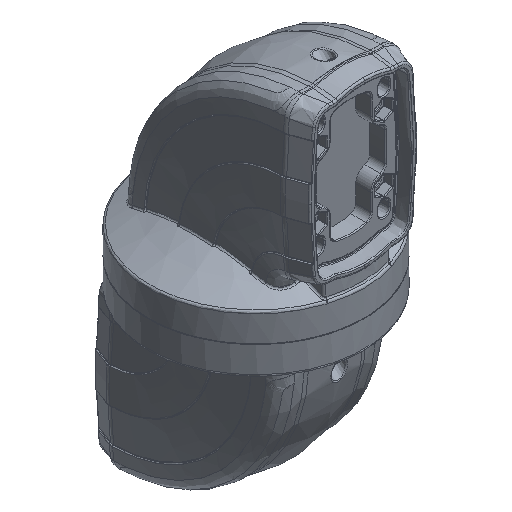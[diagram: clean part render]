
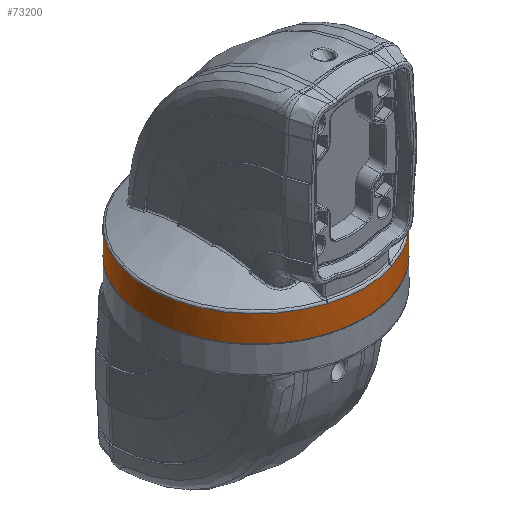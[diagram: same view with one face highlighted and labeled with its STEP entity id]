
A CAD part, isometric view. The second image highlights one B-rep face of the part: STEP entity #73200.
In plain terms, the highlighted cylindrical face has radius 84 mm (diameter 168 mm), a full revolution.
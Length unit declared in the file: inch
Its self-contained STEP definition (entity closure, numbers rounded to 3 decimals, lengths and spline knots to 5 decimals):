
#1113 = VERTEX_POINT ( 'NONE', #35912 ) ;
#3010 = CARTESIAN_POINT ( 'NONE',  ( 0., -3.30709, 0.00787 ) ) ;
#3629 = AXIS2_PLACEMENT_3D ( 'NONE', #27424, #68647, #8369 ) ;
#4315 = EDGE_CURVE ( 'NONE', #1113, #50337, #69933, .T. ) ;
#8369 = DIRECTION ( 'NONE',  ( 0., 1., 0. ) ) ;
#8763 = CARTESIAN_POINT ( 'NONE',  ( -0.97146, -3.16119, 0.80603 ) ) ;
#9034 = EDGE_LOOP ( 'NONE', ( #52841 ) ) ;
#9218 = VERTEX_POINT ( 'NONE', #3010 ) ;
#13136 = ORIENTED_EDGE ( 'NONE', *, *, #26167, .F. ) ;
#13566 = DIRECTION ( 'NONE',  ( 0., 0., -1. ) ) ;
#15119 = EDGE_CURVE ( 'NONE', #9218, #9218, #61264, .T. ) ;
#17059 = DIRECTION ( 'NONE',  ( 0., 1., 0. ) ) ;
#20088 = AXIS2_PLACEMENT_3D ( 'NONE', #25520, #13566, #39702 ) ;
#20847 = CARTESIAN_POINT ( 'NONE',  ( 0.986, -3.15668, 0.80603 ) ) ;
#25520 = CARTESIAN_POINT ( 'NONE',  ( 0., 0., 0.80603 ) ) ;
#25667 = EDGE_LOOP ( 'NONE', ( #26679, #56256, #13136, #65272 ) ) ;
#26167 = EDGE_CURVE ( 'NONE', #1113, #48126, #74775, .T. ) ;
#26679 = ORIENTED_EDGE ( 'NONE', *, *, #87411, .F. ) ;
#27424 = CARTESIAN_POINT ( 'NONE',  ( 0., 0., 0.80603 ) ) ;
#29913 = FACE_OUTER_BOUND ( 'NONE', #9034, .T. ) ;
#29926 = CIRCLE ( 'NONE', #20088, 3.30709 ) ;
#31336 = CARTESIAN_POINT ( 'NONE',  ( 0.97146, -3.16119, 0.80603 ) ) ;
#32168 = DIRECTION ( 'NONE',  ( 0., 0., -1. ) ) ;
#35252 = FACE_OUTER_BOUND ( 'NONE', #25667, .T. ) ;
#35912 = CARTESIAN_POINT ( 'NONE',  ( -0.986, -3.15668, 0.80603 ) ) ;
#36270 = AXIS2_PLACEMENT_3D ( 'NONE', #70685, #64034, #17059 ) ;
#37530 = CARTESIAN_POINT ( 'NONE',  ( -0.986, -3.15668, 0.80603 ) ) ;
#39702 = DIRECTION ( 'NONE',  ( 0., 1., 0. ) ) ;
#43727 = CARTESIAN_POINT ( 'NONE',  ( -0.98116, -3.15819, 0.80603 ) ) ;
#44742 = CARTESIAN_POINT ( 'NONE',  ( 0.97631, -3.15969, 0.80603 ) ) ;
#48126 = VERTEX_POINT ( 'NONE', #70841 ) ;
#50337 = VERTEX_POINT ( 'NONE', #20847 ) ;
#51369 = CARTESIAN_POINT ( 'NONE',  ( 0.97146, -3.16119, 0.80603 ) ) ;
#52841 = ORIENTED_EDGE ( 'NONE', *, *, #15119, .F. ) ;
#56256 = ORIENTED_EDGE ( 'NONE', *, *, #59981, .T. ) ;
#57139 = CARTESIAN_POINT ( 'NONE',  ( 0.986, -3.15668, 0.80603 ) ) ;
#59209 = CARTESIAN_POINT ( 'NONE',  ( 0., 0., 0.00787 ) ) ;
#59981 = EDGE_CURVE ( 'NONE', #72871, #48126, #29926, .T. ) ;
#61264 = CIRCLE ( 'NONE', #82515, 3.30709 ) ;
#64034 = DIRECTION ( 'NONE',  ( 0., 0., -1. ) ) ;
#64688 = CARTESIAN_POINT ( 'NONE',  ( 0.98116, -3.15819, 0.80603 ) ) ;
#65272 = ORIENTED_EDGE ( 'NONE', *, *, #4315, .T. ) ;
#68647 = DIRECTION ( 'NONE',  ( 0., 0., -1. ) ) ;
#69808 = CYLINDRICAL_SURFACE ( 'NONE', #36270, 3.30709 ) ;
#69933 = CIRCLE ( 'NONE', #3629, 3.30709 ) ;
#70323 = CARTESIAN_POINT ( 'NONE',  ( -0.97631, -3.15969, 0.80603 ) ) ;
#70685 = CARTESIAN_POINT ( 'NONE',  ( 0., 0., 0.85618 ) ) ;
#70841 = CARTESIAN_POINT ( 'NONE',  ( -0.97146, -3.16119, 0.80603 ) ) ;
#72871 = VERTEX_POINT ( 'NONE', #31336 ) ;
#73200 = ADVANCED_FACE ( 'NONE', ( #29913, #35252 ), #69808, .T. ) ;
#74775 = B_SPLINE_CURVE_WITH_KNOTS ( 'NONE', 3,
 ( #37530, #43727, #70323, #8763 ),
 .UNSPECIFIED., .F., .F.,
 ( 4, 4 ),
 ( 0., 1. ),
 .UNSPECIFIED. ) ;
#82515 = AXIS2_PLACEMENT_3D ( 'NONE', #59209, #32168, #86233 ) ;
#85510 = B_SPLINE_CURVE_WITH_KNOTS ( 'NONE', 3,
 ( #51369, #44742, #64688, #57139 ),
 .UNSPECIFIED., .F., .F.,
 ( 4, 4 ),
 ( 0., 1. ),
 .UNSPECIFIED. ) ;
#86233 = DIRECTION ( 'NONE',  ( 0., -1., 0. ) ) ;
#87411 = EDGE_CURVE ( 'NONE', #72871, #50337, #85510, .T. ) ;
